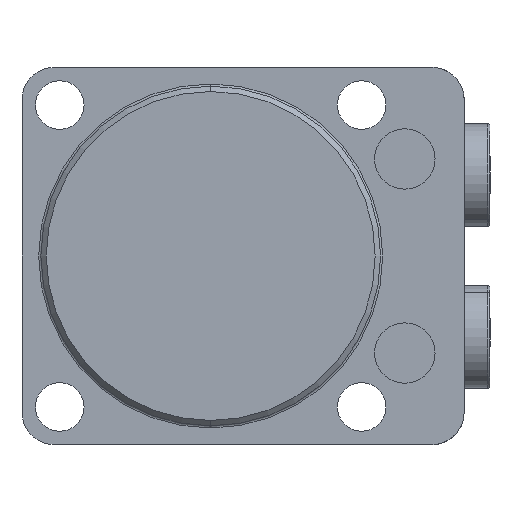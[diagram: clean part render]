
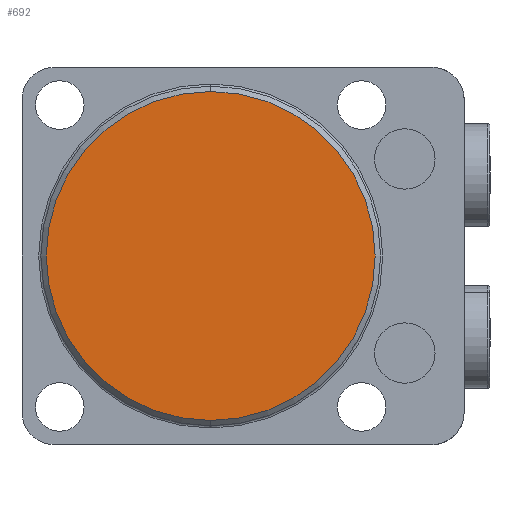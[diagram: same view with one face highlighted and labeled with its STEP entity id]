
A CAD part, front view. The second image highlights one B-rep face of the part: STEP entity #692.
In plain terms, the highlighted planar face has unit normal (0, -1, 0).
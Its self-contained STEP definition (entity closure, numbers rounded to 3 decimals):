
#361 = FACE_OUTER_BOUND ( 'NONE', #558, .T. ) ;
#558 = EDGE_LOOP ( 'NONE', ( #1746, #1747 ) ) ;
#692 = ADVANCED_FACE ( 'NONE', ( #361 ), #3100, .F. ) ;
#1045 = DIRECTION ( 'NONE',  ( 0., 0., 1. ) ) ;
#1046 = DIRECTION ( 'NONE',  ( 0., -1., 0. ) ) ;
#1047 = CARTESIAN_POINT ( 'NONE',  ( 0., 0., 0. ) ) ;
#1317 = DIRECTION ( 'NONE',  ( 0., 0., 1. ) ) ;
#1318 = DIRECTION ( 'NONE',  ( 0., -1., 0. ) ) ;
#1319 = CARTESIAN_POINT ( 'NONE',  ( 0., 0., 0. ) ) ;
#1746 = ORIENTED_EDGE ( 'NONE', *, *, #3891, .T. ) ;
#1747 = ORIENTED_EDGE ( 'NONE', *, *, #3826, .T. ) ;
#1979 = CARTESIAN_POINT ( 'NONE',  ( 0., 0., -30.5 ) ) ;
#2272 = CARTESIAN_POINT ( 'NONE',  ( 0., 0., 30.5 ) ) ;
#2720 = VERTEX_POINT ( 'NONE', #1979 ) ;
#2723 = VERTEX_POINT ( 'NONE', #2272 ) ;
#3085 = DIRECTION ( 'NONE',  ( 0., 0., 1. ) ) ;
#3086 = DIRECTION ( 'NONE',  ( 0., 1., 0. ) ) ;
#3100 = PLANE ( 'NONE',  #3663 ) ;
#3108 = CARTESIAN_POINT ( 'NONE',  ( -35., 0., 35. ) ) ;
#3420 = AXIS2_PLACEMENT_3D ( 'NONE', #1047, #1046, #1045 ) ;
#3446 = AXIS2_PLACEMENT_3D ( 'NONE', #1319, #1318, #1317 ) ;
#3663 = AXIS2_PLACEMENT_3D ( 'NONE', #3108, #3086, #3085 ) ;
#3826 = EDGE_CURVE ( 'NONE', #2720, #2723, #4076, .T. ) ;
#3891 = EDGE_CURVE ( 'NONE', #2723, #2720, #3981, .T. ) ;
#3981 = CIRCLE ( 'NONE', #3420, 30.5 ) ;
#4076 = CIRCLE ( 'NONE', #3446, 30.5 ) ;
